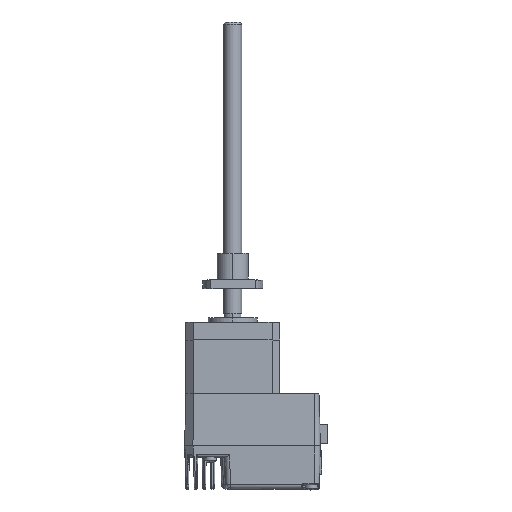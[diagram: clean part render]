
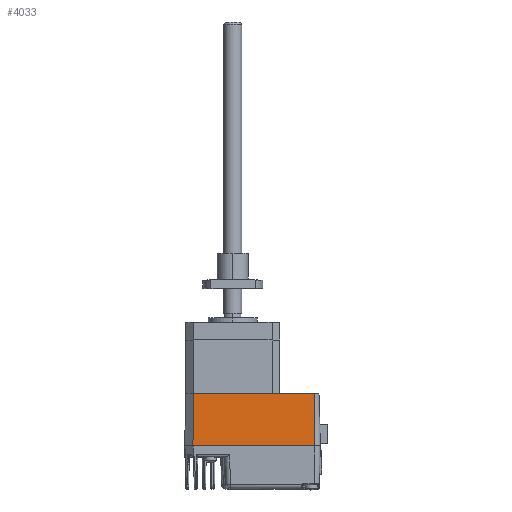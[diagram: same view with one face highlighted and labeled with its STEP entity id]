
A CAD part, top view. The second image highlights one B-rep face of the part: STEP entity #4033.
In plain terms, the highlighted planar face has unit normal (0, 0.026, 1).
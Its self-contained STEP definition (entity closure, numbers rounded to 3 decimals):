
#497 = CARTESIAN_POINT ( 'NONE',  ( -14.081, -50.908, 75.65 ) ) ;
#799 = VERTEX_POINT ( 'NONE', #9476 ) ;
#2611 = LINE ( 'NONE', #12732, #13313 ) ;
#3163 = CARTESIAN_POINT ( 'NONE',  ( -14.081, -50.908, 75.65 ) ) ;
#3332 = EDGE_CURVE ( 'NONE', #799, #5362, #9599, .T. ) ;
#3341 = DIRECTION ( 'NONE',  ( 0., 0.026, 1. ) ) ;
#4033 = ADVANCED_FACE ( 'NONE', ( #10968 ), #17096, .T. ) ;
#5362 = VERTEX_POINT ( 'NONE', #17542 ) ;
#5781 = EDGE_CURVE ( 'NONE', #5362, #13805, #8753, .T. ) ;
#5902 = VECTOR ( 'NONE', #14461, 1000. ) ;
#6163 = EDGE_CURVE ( 'NONE', #13805, #6698, #2611, .T. ) ;
#6492 = ORIENTED_EDGE ( 'NONE', *, *, #5781, .T. ) ;
#6698 = VERTEX_POINT ( 'NONE', #15041 ) ;
#7115 = EDGE_CURVE ( 'NONE', #6698, #799, #15914, .T. ) ;
#7433 = CARTESIAN_POINT ( 'NONE',  ( 40.319, -50.908, 75.65 ) ) ;
#7746 = ORIENTED_EDGE ( 'NONE', *, *, #7115, .T. ) ;
#8052 = VECTOR ( 'NONE', #14691, 1000. ) ;
#8619 = ORIENTED_EDGE ( 'NONE', *, *, #6163, .T. ) ;
#8753 = LINE ( 'NONE', #16380, #17038 ) ;
#9476 = CARTESIAN_POINT ( 'NONE',  ( 40.319, -74.408, 76.265 ) ) ;
#9598 = AXIS2_PLACEMENT_3D ( 'NONE', #497, #3341, #13075 ) ;
#9599 = LINE ( 'NONE', #7433, #5902 ) ;
#10968 = FACE_OUTER_BOUND ( 'NONE', #17336, .T. ) ;
#12732 = CARTESIAN_POINT ( 'NONE',  ( -14.081, -50.908, 75.65 ) ) ;
#13075 = DIRECTION ( 'NONE',  ( 0., -1., 0.026 ) ) ;
#13313 = VECTOR ( 'NONE', #14178, 1000. ) ;
#13805 = VERTEX_POINT ( 'NONE', #3163 ) ;
#14178 = DIRECTION ( 'NONE',  ( -0.011, -1., 0.026 ) ) ;
#14461 = DIRECTION ( 'NONE',  ( 0., 1., -0.026 ) ) ;
#14691 = DIRECTION ( 'NONE',  ( 1., 0., 0. ) ) ;
#14712 = ORIENTED_EDGE ( 'NONE', *, *, #3332, .T. ) ;
#15041 = CARTESIAN_POINT ( 'NONE',  ( -14.336, -74.408, 76.265 ) ) ;
#15914 = LINE ( 'NONE', #16081, #8052 ) ;
#16081 = CARTESIAN_POINT ( 'NONE',  ( -14.081, -74.408, 76.265 ) ) ;
#16380 = CARTESIAN_POINT ( 'NONE',  ( -14.081, -50.908, 75.65 ) ) ;
#17038 = VECTOR ( 'NONE', #17775, 1000. ) ;
#17096 = PLANE ( 'NONE',  #9598 ) ;
#17336 = EDGE_LOOP ( 'NONE', ( #6492, #8619, #7746, #14712 ) ) ;
#17542 = CARTESIAN_POINT ( 'NONE',  ( 40.319, -50.908, 75.65 ) ) ;
#17775 = DIRECTION ( 'NONE',  ( -1., 0., 0. ) ) ;
